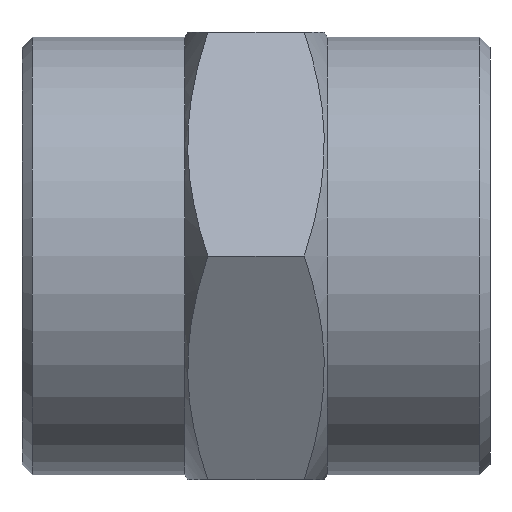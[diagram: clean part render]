
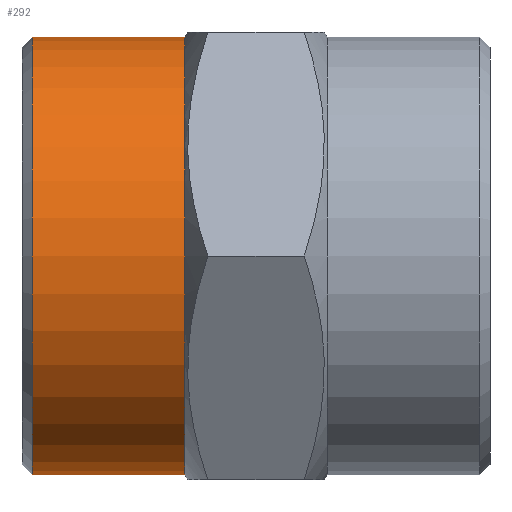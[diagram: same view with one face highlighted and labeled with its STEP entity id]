
A CAD part, left-side view. The second image highlights one B-rep face of the part: STEP entity #292.
In plain terms, the highlighted cylindrical face has radius 10.75 mm (diameter 21.5 mm), a partial arc.
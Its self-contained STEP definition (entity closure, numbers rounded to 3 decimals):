
#9 = DIRECTION ( 'NONE',  ( 0., -1., 0. ) ) ;
#12 = LINE ( 'NONE', #14, #471 ) ;
#14 = CARTESIAN_POINT ( 'NONE',  ( 0., -2.608, 10.75 ) ) ;
#15 = DIRECTION ( 'NONE',  ( 0., -1., 0. ) ) ;
#33 = CARTESIAN_POINT ( 'NONE',  ( 0., 15., -10.75 ) ) ;
#35 = CARTESIAN_POINT ( 'NONE',  ( 0., 22.5, 10.75 ) ) ;
#42 = CARTESIAN_POINT ( 'NONE',  ( 0., 22.5, -10.75 ) ) ;
#69 = CARTESIAN_POINT ( 'NONE',  ( 0., 15., 10.75 ) ) ;
#120 = CARTESIAN_POINT ( 'NONE',  ( 0., 22.5, 0. ) ) ;
#121 = DIRECTION ( 'NONE',  ( 0., -1., 0. ) ) ;
#122 = DIRECTION ( 'NONE',  ( 0., 0., -1. ) ) ;
#126 = CARTESIAN_POINT ( 'NONE',  ( 0., 15., 0. ) ) ;
#127 = DIRECTION ( 'NONE',  ( 0., -1., 0. ) ) ;
#128 = DIRECTION ( 'NONE',  ( 0., 0., -1. ) ) ;
#292 = ADVANCED_FACE ( 'NONE', ( #826 ), #829, .T. ) ;
#319 = EDGE_CURVE ( 'NONE', #436, #354, #888, .T. ) ;
#321 = EDGE_CURVE ( 'NONE', #422, #581, #12, .T. ) ;
#324 = EDGE_LOOP ( 'NONE', ( #341, #380, #412, #382 ) ) ;
#341 = ORIENTED_EDGE ( 'NONE', *, *, #321, .F. ) ;
#354 = VERTEX_POINT ( 'NONE', #33 ) ;
#380 = ORIENTED_EDGE ( 'NONE', *, *, #901, .T. ) ;
#382 = ORIENTED_EDGE ( 'NONE', *, *, #903, .F. ) ;
#412 = ORIENTED_EDGE ( 'NONE', *, *, #319, .T. ) ;
#422 = VERTEX_POINT ( 'NONE', #35 ) ;
#436 = VERTEX_POINT ( 'NONE', #42 ) ;
#471 = VECTOR ( 'NONE', #15, 1000. ) ;
#472 = AXIS2_PLACEMENT_3D ( 'NONE', #126, #127, #128 ) ;
#484 = AXIS2_PLACEMENT_3D ( 'NONE', #120, #121, #122 ) ;
#485 = CIRCLE ( 'NONE', #472, 10.75 ) ;
#490 = CIRCLE ( 'NONE', #484, 10.75 ) ;
#559 = AXIS2_PLACEMENT_3D ( 'NONE', #827, #816, #830 ) ;
#566 = VECTOR ( 'NONE', #9, 1000. ) ;
#581 = VERTEX_POINT ( 'NONE', #69 ) ;
#816 = DIRECTION ( 'NONE',  ( 0., -1., 0. ) ) ;
#826 = FACE_OUTER_BOUND ( 'NONE', #324, .T. ) ;
#827 = CARTESIAN_POINT ( 'NONE',  ( 0., -2.608, 0. ) ) ;
#829 = CYLINDRICAL_SURFACE ( 'NONE', #559, 10.75 ) ;
#830 = DIRECTION ( 'NONE',  ( 0., 0., -1. ) ) ;
#883 = CARTESIAN_POINT ( 'NONE',  ( 0., -2.608, -10.75 ) ) ;
#888 = LINE ( 'NONE', #883, #566 ) ;
#901 = EDGE_CURVE ( 'NONE', #422, #436, #490, .T. ) ;
#903 = EDGE_CURVE ( 'NONE', #581, #354, #485, .T. ) ;
